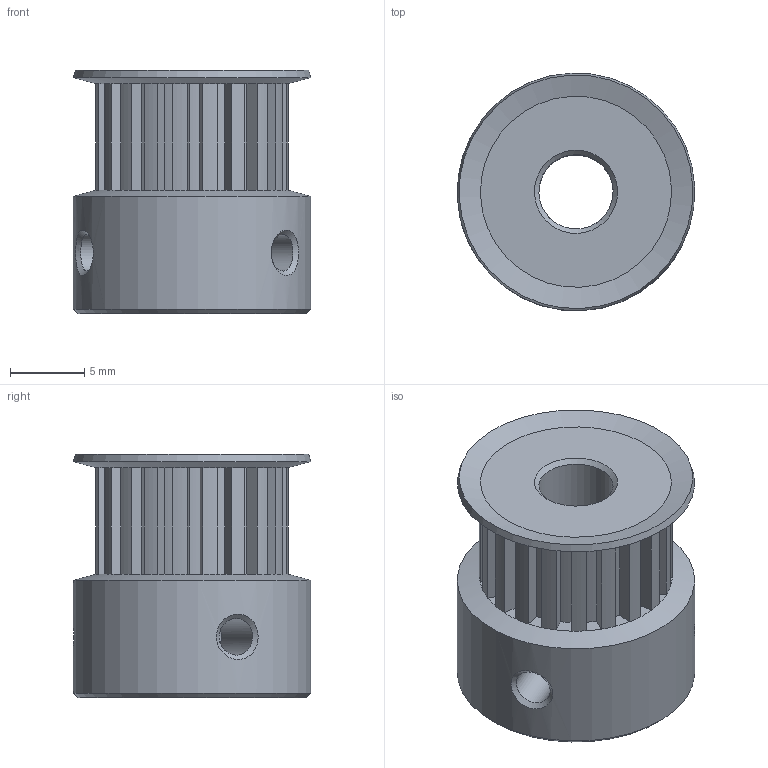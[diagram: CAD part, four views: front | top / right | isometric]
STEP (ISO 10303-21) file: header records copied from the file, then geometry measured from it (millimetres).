
FILE_DESCRIPTION(/* description */ (''),/* implementation_level */ '2;1');
FILE_NAME(/* name */ 'GT2_20T.step',/* time_stamp */ '2023-07-06T16:45:39+02:00',/* author */ (''),/* organization */ (''),/* preprocessor_version */ 'ST-DEVELOPER v19.2',/* originating_system */ 'Autodesk Translation Framework v12.6.0.85',/* authorisation */ '');
FILE_SCHEMA (('AUTOMOTIVE_DESIGN { 1 0 10303 214 3 1 1 }'));
Length unit declared in the file: metre
Products named in the file (1): GT2 Pulley
Bounding box: 15.98 x 15.99 x 16.38 mm (x, y, z)
Volume: 2185 mm3; surface area: 1829.1 mm2
Topology: 1 solids, 1 shells, 139 faces, 327 edges, 190 vertices
Faces by surface type: plane 82, cylinder 45, cone 7, bspline 5
Full cylindrical faces by diameter (mm): 2.459 x3, 5 x1, 16 x1
Entity records: 5179 total; most frequent: CARTESIAN_POINT 1914, DIRECTION 710, ORIENTED_EDGE 654, EDGE_CURVE 327, AXIS2_PLACEMENT_3D 269, VERTEX_POINT 190, LINE 172, VECTOR 172
